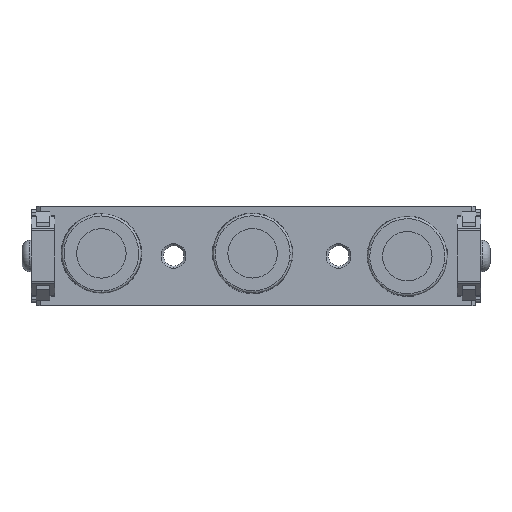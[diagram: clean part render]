
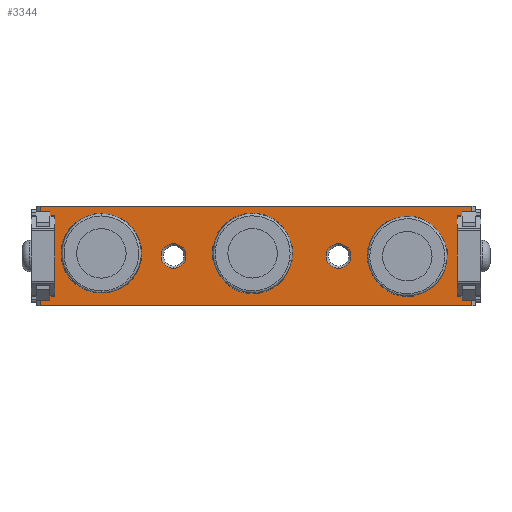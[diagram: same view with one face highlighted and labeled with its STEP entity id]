
A CAD part, front view. The second image highlights one B-rep face of the part: STEP entity #3344.
In plain terms, the highlighted planar face has unit normal (0, -1, 0).
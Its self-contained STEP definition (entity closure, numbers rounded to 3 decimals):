
#33 = DIRECTION ( 'NONE',  ( 0., -1., 0. ) ) ;
#800 = AXIS2_PLACEMENT_3D ( 'NONE', #9028, #13591, #3264 ) ;
#869 = CARTESIAN_POINT ( 'NONE',  ( 37.516, 0., -0.216 ) ) ;
#1398 = CARTESIAN_POINT ( 'NONE',  ( 0., 0., 0.495 ) ) ;
#1524 = LINE ( 'NONE', #14054, #11749 ) ;
#1723 = CARTESIAN_POINT ( 'NONE',  ( 20.015, 0., 3.013 ) ) ;
#1806 = CARTESIAN_POINT ( 'NONE',  ( -52.311, 0., 12.001 ) ) ;
#1889 = DIRECTION ( 'NONE',  ( 0., 1., 0. ) ) ;
#2141 = ORIENTED_EDGE ( 'NONE', *, *, #11310, .F. ) ;
#2143 = AXIS2_PLACEMENT_3D ( 'NONE', #2402, #11654, #9613 ) ;
#2357 = CIRCLE ( 'NONE', #10121, 3. ) ;
#2393 = EDGE_CURVE ( 'NONE', #5559, #3155, #5765, .T. ) ;
#2402 = CARTESIAN_POINT ( 'NONE',  ( -37.49, 0., -0.216 ) ) ;
#2440 = EDGE_CURVE ( 'NONE', #11101, #9224, #7936, .T. ) ;
#2445 = DIRECTION ( 'NONE',  ( 0., -1., 0. ) ) ;
#2465 = DIRECTION ( 'NONE',  ( 0., 0., -1. ) ) ;
#2536 = CIRCLE ( 'NONE', #4494, 4. ) ;
#2544 = EDGE_CURVE ( 'NONE', #9960, #10020, #7962, .T. ) ;
#2812 = ORIENTED_EDGE ( 'NONE', *, *, #4861, .F. ) ;
#2879 = FACE_BOUND ( 'NONE', #12975, .T. ) ;
#3016 = FACE_BOUND ( 'NONE', #13893, .T. ) ;
#3155 = VERTEX_POINT ( 'NONE', #8086 ) ;
#3236 = CIRCLE ( 'NONE', #800, 3. ) ;
#3264 = DIRECTION ( 'NONE',  ( 0., 0., -1. ) ) ;
#3344 = ADVANCED_FACE ( 'NONE', ( #10923, #6512, #14563, #2879, #14626, #3016 ), #9775, .F. ) ;
#3636 = CARTESIAN_POINT ( 'NONE',  ( 52.311, 0., 12.001 ) ) ;
#3728 = DIRECTION ( 'NONE',  ( 0., -1., 0. ) ) ;
#4023 = DIRECTION ( 'NONE',  ( 0., 0., 1. ) ) ;
#4077 = EDGE_CURVE ( 'NONE', #10020, #8514, #7748, .T. ) ;
#4080 = AXIS2_PLACEMENT_3D ( 'NONE', #8119, #3728, #8206 ) ;
#4124 = CARTESIAN_POINT ( 'NONE',  ( 52.311, 0., -12.001 ) ) ;
#4494 = AXIS2_PLACEMENT_3D ( 'NONE', #869, #13924, #12628 ) ;
#4546 = AXIS2_PLACEMENT_3D ( 'NONE', #1806, #1889, #4023 ) ;
#4550 = CARTESIAN_POINT ( 'NONE',  ( -52.311, 0., 12.001 ) ) ;
#4763 = CIRCLE ( 'NONE', #6448, 3. ) ;
#4861 = EDGE_CURVE ( 'NONE', #14842, #14142, #2536, .T. ) ;
#5245 = CARTESIAN_POINT ( 'NONE',  ( 0., 0., 4.216 ) ) ;
#5248 = DIRECTION ( 'NONE',  ( 0., 0., -1. ) ) ;
#5310 = AXIS2_PLACEMENT_3D ( 'NONE', #5752, #10519, #2465 ) ;
#5317 = VECTOR ( 'NONE', #5365, 1000. ) ;
#5360 = EDGE_LOOP ( 'NONE', ( #6991, #13515 ) ) ;
#5365 = DIRECTION ( 'NONE',  ( -1., 0., 0. ) ) ;
#5559 = VERTEX_POINT ( 'NONE', #13091 ) ;
#5572 = CARTESIAN_POINT ( 'NONE',  ( -19.99, 0., -2.987 ) ) ;
#5752 = CARTESIAN_POINT ( 'NONE',  ( 37.516, 0., -0.216 ) ) ;
#5765 = CIRCLE ( 'NONE', #9154, 4. ) ;
#5857 = EDGE_CURVE ( 'NONE', #9224, #11101, #9602, .T. ) ;
#5876 = ORIENTED_EDGE ( 'NONE', *, *, #5857, .F. ) ;
#6261 = CARTESIAN_POINT ( 'NONE',  ( -19.99, 0., 3.013 ) ) ;
#6448 = AXIS2_PLACEMENT_3D ( 'NONE', #11662, #33, #13871 ) ;
#6512 = FACE_BOUND ( 'NONE', #8526, .T. ) ;
#6565 = ORIENTED_EDGE ( 'NONE', *, *, #2440, .F. ) ;
#6670 = CARTESIAN_POINT ( 'NONE',  ( 52.311, 0., 12.001 ) ) ;
#6737 = CIRCLE ( 'NONE', #5310, 4. ) ;
#6758 = DIRECTION ( 'NONE',  ( 0., 0., -1. ) ) ;
#6923 = ORIENTED_EDGE ( 'NONE', *, *, #8429, .F. ) ;
#6991 = ORIENTED_EDGE ( 'NONE', *, *, #12946, .F. ) ;
#7131 = DIRECTION ( 'NONE',  ( 0., 0., 1. ) ) ;
#7696 = AXIS2_PLACEMENT_3D ( 'NONE', #8570, #12132, #5248 ) ;
#7706 = CARTESIAN_POINT ( 'NONE',  ( -52.311, 0., -12.001 ) ) ;
#7739 = DIRECTION ( 'NONE',  ( 1., 0., 0. ) ) ;
#7748 = LINE ( 'NONE', #6670, #11117 ) ;
#7936 = CIRCLE ( 'NONE', #7696, 3.721 ) ;
#7962 = LINE ( 'NONE', #12505, #8916 ) ;
#8086 = CARTESIAN_POINT ( 'NONE',  ( -37.49, 0., -4.216 ) ) ;
#8119 = CARTESIAN_POINT ( 'NONE',  ( 20.015, 0., 0.013 ) ) ;
#8206 = DIRECTION ( 'NONE',  ( 0., 0., -1. ) ) ;
#8262 = EDGE_CURVE ( 'NONE', #10988, #10466, #2357, .T. ) ;
#8282 = VERTEX_POINT ( 'NONE', #5572 ) ;
#8284 = VERTEX_POINT ( 'NONE', #11453 ) ;
#8429 = EDGE_CURVE ( 'NONE', #8284, #9960, #1524, .T. ) ;
#8514 = VERTEX_POINT ( 'NONE', #4124 ) ;
#8526 = EDGE_LOOP ( 'NONE', ( #5876, #6565 ) ) ;
#8570 = CARTESIAN_POINT ( 'NONE',  ( 0., 0., 0.495 ) ) ;
#8916 = VECTOR ( 'NONE', #7739, 1000. ) ;
#9028 = CARTESIAN_POINT ( 'NONE',  ( -19.99, 0., 0.013 ) ) ;
#9119 = VERTEX_POINT ( 'NONE', #6261 ) ;
#9121 = CARTESIAN_POINT ( 'NONE',  ( 20.015, 0., 0.013 ) ) ;
#9154 = AXIS2_PLACEMENT_3D ( 'NONE', #10703, #9562, #14278 ) ;
#9211 = DIRECTION ( 'NONE',  ( 0., 0., -1. ) ) ;
#9224 = VERTEX_POINT ( 'NONE', #11788 ) ;
#9536 = EDGE_CURVE ( 'NONE', #8282, #9119, #3236, .T. ) ;
#9562 = DIRECTION ( 'NONE',  ( 0., -1., 0. ) ) ;
#9602 = CIRCLE ( 'NONE', #14692, 3.721 ) ;
#9613 = DIRECTION ( 'NONE',  ( 0., 0., -1. ) ) ;
#9775 = PLANE ( 'NONE',  #4546 ) ;
#9909 = CIRCLE ( 'NONE', #2143, 4. ) ;
#9960 = VERTEX_POINT ( 'NONE', #4550 ) ;
#10020 = VERTEX_POINT ( 'NONE', #3636 ) ;
#10121 = AXIS2_PLACEMENT_3D ( 'NONE', #9121, #12605, #13758 ) ;
#10127 = ORIENTED_EDGE ( 'NONE', *, *, #12178, .F. ) ;
#10130 = ORIENTED_EDGE ( 'NONE', *, *, #13065, .F. ) ;
#10205 = LINE ( 'NONE', #7706, #5317 ) ;
#10368 = CIRCLE ( 'NONE', #4080, 3. ) ;
#10466 = VERTEX_POINT ( 'NONE', #1723 ) ;
#10519 = DIRECTION ( 'NONE',  ( 0., -1., 0. ) ) ;
#10576 = CARTESIAN_POINT ( 'NONE',  ( 37.516, 0., 3.784 ) ) ;
#10703 = CARTESIAN_POINT ( 'NONE',  ( -37.49, 0., -0.216 ) ) ;
#10704 = CARTESIAN_POINT ( 'NONE',  ( 37.516, 0., -4.216 ) ) ;
#10776 = ORIENTED_EDGE ( 'NONE', *, *, #8262, .F. ) ;
#10914 = EDGE_LOOP ( 'NONE', ( #13264, #14454, #6923, #10130 ) ) ;
#10923 = FACE_OUTER_BOUND ( 'NONE', #10914, .T. ) ;
#10988 = VERTEX_POINT ( 'NONE', #14963 ) ;
#11101 = VERTEX_POINT ( 'NONE', #5245 ) ;
#11117 = VECTOR ( 'NONE', #6758, 1000. ) ;
#11310 = EDGE_CURVE ( 'NONE', #9119, #8282, #4763, .T. ) ;
#11453 = CARTESIAN_POINT ( 'NONE',  ( -52.311, 0., -12.001 ) ) ;
#11654 = DIRECTION ( 'NONE',  ( 0., -1., 0. ) ) ;
#11662 = CARTESIAN_POINT ( 'NONE',  ( -19.99, 0., 0.013 ) ) ;
#11749 = VECTOR ( 'NONE', #7131, 1000. ) ;
#11788 = CARTESIAN_POINT ( 'NONE',  ( 0., 0., -3.226 ) ) ;
#12132 = DIRECTION ( 'NONE',  ( 0., -1., 0. ) ) ;
#12178 = EDGE_CURVE ( 'NONE', #10466, #10988, #10368, .T. ) ;
#12322 = ORIENTED_EDGE ( 'NONE', *, *, #12885, .F. ) ;
#12505 = CARTESIAN_POINT ( 'NONE',  ( -52.311, 0., 12.001 ) ) ;
#12605 = DIRECTION ( 'NONE',  ( 0., -1., 0. ) ) ;
#12628 = DIRECTION ( 'NONE',  ( 0., 0., -1. ) ) ;
#12885 = EDGE_CURVE ( 'NONE', #14142, #14842, #6737, .T. ) ;
#12946 = EDGE_CURVE ( 'NONE', #3155, #5559, #9909, .T. ) ;
#12975 = EDGE_LOOP ( 'NONE', ( #12322, #2812 ) ) ;
#13065 = EDGE_CURVE ( 'NONE', #8514, #8284, #10205, .T. ) ;
#13091 = CARTESIAN_POINT ( 'NONE',  ( -37.49, 0., 3.784 ) ) ;
#13264 = ORIENTED_EDGE ( 'NONE', *, *, #4077, .F. ) ;
#13300 = ORIENTED_EDGE ( 'NONE', *, *, #9536, .F. ) ;
#13515 = ORIENTED_EDGE ( 'NONE', *, *, #2393, .F. ) ;
#13591 = DIRECTION ( 'NONE',  ( 0., -1., 0. ) ) ;
#13758 = DIRECTION ( 'NONE',  ( 0., 0., -1. ) ) ;
#13771 = EDGE_LOOP ( 'NONE', ( #13300, #2141 ) ) ;
#13871 = DIRECTION ( 'NONE',  ( 0., 0., -1. ) ) ;
#13893 = EDGE_LOOP ( 'NONE', ( #10776, #10127 ) ) ;
#13924 = DIRECTION ( 'NONE',  ( 0., -1., 0. ) ) ;
#14054 = CARTESIAN_POINT ( 'NONE',  ( -52.311, 0., 12.001 ) ) ;
#14142 = VERTEX_POINT ( 'NONE', #10704 ) ;
#14278 = DIRECTION ( 'NONE',  ( 0., 0., -1. ) ) ;
#14454 = ORIENTED_EDGE ( 'NONE', *, *, #2544, .F. ) ;
#14563 = FACE_BOUND ( 'NONE', #5360, .T. ) ;
#14626 = FACE_BOUND ( 'NONE', #13771, .T. ) ;
#14692 = AXIS2_PLACEMENT_3D ( 'NONE', #1398, #2445, #9211 ) ;
#14842 = VERTEX_POINT ( 'NONE', #10576 ) ;
#14963 = CARTESIAN_POINT ( 'NONE',  ( 20.015, 0., -2.987 ) ) ;
